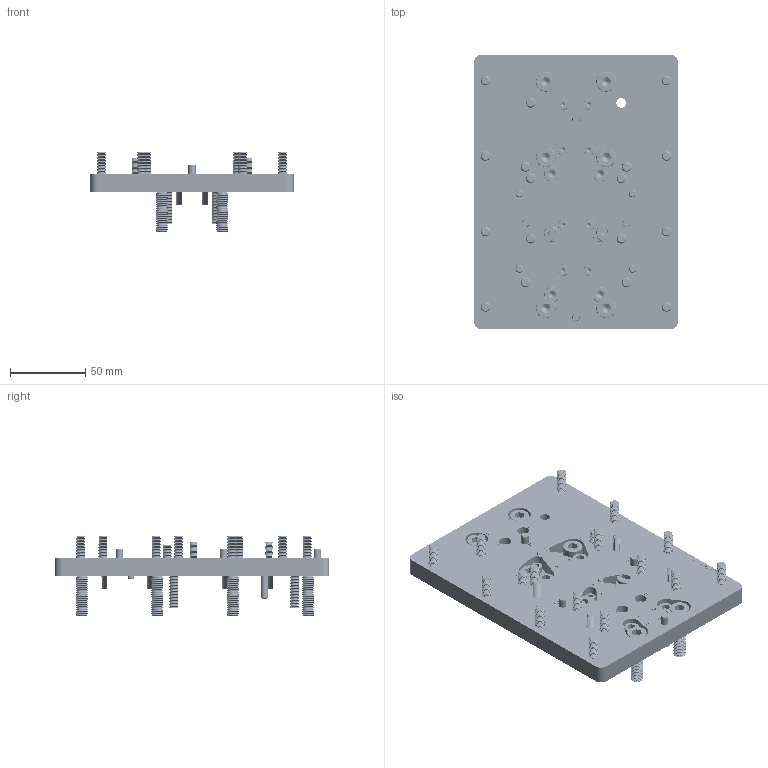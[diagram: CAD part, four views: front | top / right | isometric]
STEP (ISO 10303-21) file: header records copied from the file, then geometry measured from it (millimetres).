
FILE_DESCRIPTION (( 'STEP AP214' ), '1' );
FILE_NAME ('0186-2408_250620_Z01-DM03-EM!FM.STEP', '2025-06-20T07:10:57', ( '' ), ( '' ), 'SwSTEP 2.0', 'SolidWorks 2025', '' );
FILE_SCHEMA (( 'AUTOMOTIVE_DESIGN' ));
Length unit declared in the file: millimetre
Products named in the file (11): 0186-2408_250620_Z01-DM03-EM!FM; 0230-0180_Zyl.-Schr_I-6kt_M4x12_8.8_v-b; 0230-0237_zyl.-schr._i-6kt_M6x20_8.8_v-b1; 0230-0220_zyl.-schr._i-6kt_M6x25_8.8_v-b; 0230-0638_Zyl.-Stift_5x26_STAHL-GH; 0230-0441_Zyl.-Stift_4x12_STAHL-GH; 0230-0045_zyl.-schr._i-6kt_M5x16_8.8_v-b; 0230-0662_Zyl.-Schr._I-6kt_M8x30_8.8_v-b; 0180-2797_Z01k-DM03-EM!FM; 0230-0721_Zyl.-Stift_5x16_STAHL-GH; 0230-0871_zyl.-schr._i-6kt_M6x14_8.8_v-b
Assembly tree (61 placements, depth 2):
  0186-2408_250620_Z01-DM03-EM!FM
    0180-2797_Z01k-DM03-EM!FM
    0230-0721_Zyl.-Stift_5x16_STAHL-GH  x8
    0230-0237_zyl.-schr._i-6kt_M6x20_8.8_v-b1  x15
    0230-0871_zyl.-schr._i-6kt_M6x14_8.8_v-b  x2
    0230-0045_zyl.-schr._i-6kt_M5x16_8.8_v-b  x4
    0230-0441_Zyl.-Stift_4x12_STAHL-GH  x2
    0230-0180_Zyl.-Schr_I-6kt_M4x12_8.8_v-b  x11
    0230-0638_Zyl.-Stift_5x26_STAHL-GH  x4
    0230-0220_zyl.-schr._i-6kt_M6x25_8.8_v-b  x6
    0230-0662_Zyl.-Schr._I-6kt_M8x30_8.8_v-b  x8
Bounding box: 135 x 182 x 53 mm (x, y, z)
Volume: 303116.4 mm3; surface area: 115053.8 mm2
Topology: 61 solids, 61 shells, 5084 faces, 11526 edges, 6747 vertices
Faces by surface type: cone 1747, plane 1415, cylinder 1060, bspline 762, torus 92, sphere 8
Full cylindrical faces by diameter (mm): 4 x171, 4.3 x8, 5 x91, 5.3 x4, 6 x432, 6.4 x24, 7 x11, 8 x180, 8.4 x6, 8.5 x4, 10 x25, 11 x12, 13 x8, 15 x2
Entity records: 76287 total; most frequent: CARTESIAN_POINT 30959, ORIENTED_EDGE 9834, DIRECTION 6866, EDGE_CURVE 4917, VERTEX_POINT 3435, EDGE_LOOP 2744, LINE 2686, VECTOR 2686
